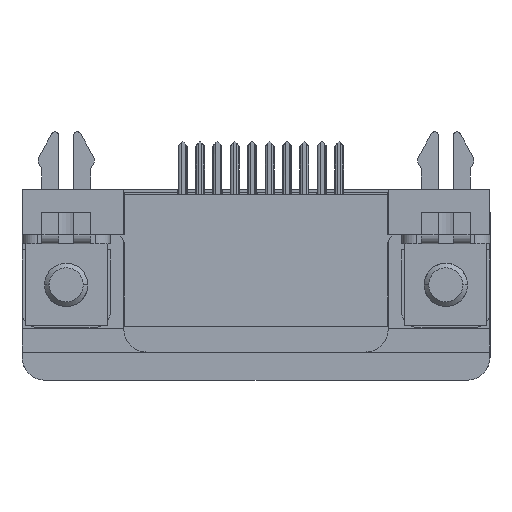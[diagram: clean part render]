
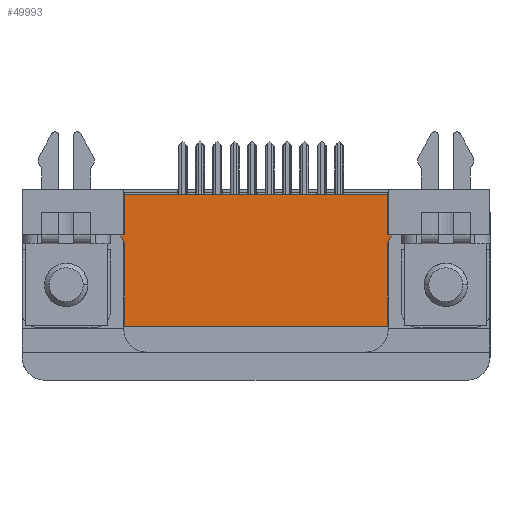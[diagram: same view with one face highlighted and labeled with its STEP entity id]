
A CAD part, front view. The second image highlights one B-rep face of the part: STEP entity #49993.
In plain terms, the highlighted planar face has unit normal (0, -1, 0).
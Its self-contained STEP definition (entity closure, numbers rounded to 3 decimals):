
#2427=DIRECTION('',(0.,0.,1.));
#2428=VECTOR('',#2427,5.51);
#2429=CARTESIAN_POINT('',(8.65,-15.7,-2.725));
#2430=LINE('',#2429,#2428);
#2443=DIRECTION('',(0.,0.,1.));
#2444=VECTOR('',#2443,2.64);
#2445=CARTESIAN_POINT('',(-8.65,-15.7,3.285));
#2446=LINE('',#2445,#2444);
#2447=DIRECTION('',(0.,0.,-1.));
#2448=VECTOR('',#2447,2.64);
#2449=CARTESIAN_POINT('',(8.65,-15.7,5.925));
#2450=LINE('',#2449,#2448);
#2451=DIRECTION('',(-1.,0.,0.));
#2452=VECTOR('',#2451,0.25);
#2453=CARTESIAN_POINT('',(8.9,-15.7,3.285));
#2454=LINE('',#2453,#2452);
#2455=DIRECTION('',(0.,0.,1.));
#2456=VECTOR('',#2455,0.101);
#2457=CARTESIAN_POINT('',(8.9,-15.7,3.184));
#2458=LINE('',#2457,#2456);
#2459=DIRECTION('',(0.531,0.,0.847));
#2460=VECTOR('',#2459,0.471);
#2461=CARTESIAN_POINT('',(8.65,-15.7,2.785));
#2462=LINE('',#2461,#2460);
#2463=DIRECTION('',(0.531,0.,-0.847));
#2464=VECTOR('',#2463,0.471);
#2465=CARTESIAN_POINT('',(-8.9,-15.7,3.184));
#2466=LINE('',#2465,#2464);
#2467=DIRECTION('',(0.,0.,-1.));
#2468=VECTOR('',#2467,0.101);
#2469=CARTESIAN_POINT('',(-8.9,-15.7,3.285));
#2470=LINE('',#2469,#2468);
#2471=DIRECTION('',(-1.,0.,0.));
#2472=VECTOR('',#2471,0.25);
#2473=CARTESIAN_POINT('',(-8.65,-15.7,3.285));
#2474=LINE('',#2473,#2472);
#2483=DIRECTION('',(0.,0.,-1.));
#2484=VECTOR('',#2483,5.51);
#2485=CARTESIAN_POINT('',(-8.65,-15.7,2.785));
#2486=LINE('',#2485,#2484);
#5716=DIRECTION('',(-1.,0.,0.));
#5717=VECTOR('',#5716,17.3);
#5718=CARTESIAN_POINT('',(8.65,-15.7,5.925));
#5719=LINE('',#5718,#5717);
#37869=DIRECTION('',(-1.,0.,0.));
#37870=VECTOR('',#37869,17.3);
#37871=CARTESIAN_POINT('',(8.65,-15.7,-2.725));
#37872=LINE('',#37871,#37870);
#39980=CARTESIAN_POINT('',(8.65,-15.7,-2.725));
#39981=CARTESIAN_POINT('',(-8.65,-15.7,-2.725));
#39982=VERTEX_POINT('',#39980);
#39983=VERTEX_POINT('',#39981);
#40012=CARTESIAN_POINT('',(8.9,-15.7,3.184));
#40013=CARTESIAN_POINT('',(8.9,-15.7,3.285));
#40014=VERTEX_POINT('',#40012);
#40015=VERTEX_POINT('',#40013);
#40020=CARTESIAN_POINT('',(8.65,-15.7,2.785));
#40021=VERTEX_POINT('',#40020);
#40022=CARTESIAN_POINT('',(8.65,-15.7,3.285));
#40023=VERTEX_POINT('',#40022);
#40024=CARTESIAN_POINT('',(-8.9,-15.7,3.285));
#40025=CARTESIAN_POINT('',(-8.9,-15.7,3.184));
#40026=VERTEX_POINT('',#40024);
#40027=VERTEX_POINT('',#40025);
#40032=CARTESIAN_POINT('',(-8.65,-15.7,3.285));
#40033=VERTEX_POINT('',#40032);
#40034=CARTESIAN_POINT('',(-8.65,-15.7,2.785));
#40035=VERTEX_POINT('',#40034);
#40040=CARTESIAN_POINT('',(8.65,-15.7,5.925));
#40041=CARTESIAN_POINT('',(-8.65,-15.7,5.925));
#40042=VERTEX_POINT('',#40040);
#40043=VERTEX_POINT('',#40041);
#49966=CARTESIAN_POINT('',(-6.925,-15.7,5.025));
#49967=DIRECTION('',(0.,-1.,0.));
#49968=DIRECTION('',(0.,0.,-1.));
#49969=AXIS2_PLACEMENT_3D('',#49966,#49967,#49968);
#49970=PLANE('',#49969);
#49972=ORIENTED_EDGE('',*,*,#49971,.T.);
#49974=ORIENTED_EDGE('',*,*,#49973,.F.);
#49975=ORIENTED_EDGE('',*,*,#49906,.T.);
#49976=ORIENTED_EDGE('',*,*,#49946,.F.);
#49977=ORIENTED_EDGE('',*,*,#49957,.F.);
#49979=ORIENTED_EDGE('',*,*,#49978,.F.);
#49980=ORIENTED_EDGE('',*,*,#49930,.F.);
#49982=ORIENTED_EDGE('',*,*,#49981,.T.);
#49984=ORIENTED_EDGE('',*,*,#49983,.F.);
#49986=ORIENTED_EDGE('',*,*,#49985,.F.);
#49988=ORIENTED_EDGE('',*,*,#49987,.F.);
#49990=ORIENTED_EDGE('',*,*,#49989,.F.);
#49991=EDGE_LOOP('',(#49972,#49974,#49975,#49976,#49977,#49979,#49980,#49982,
#49984,#49986,#49988,#49990));
#49992=FACE_OUTER_BOUND('',#49991,.F.);
#49906=EDGE_CURVE('',#40042,#40023,#2450,.T.);
#49930=EDGE_CURVE('',#39982,#40021,#2430,.T.);
#49946=EDGE_CURVE('',#40015,#40023,#2454,.T.);
#49957=EDGE_CURVE('',#40014,#40015,#2458,.T.);
#49971=EDGE_CURVE('',#40033,#40043,#2446,.T.);
#49973=EDGE_CURVE('',#40042,#40043,#5719,.T.);
#49978=EDGE_CURVE('',#40021,#40014,#2462,.T.);
#49981=EDGE_CURVE('',#39982,#39983,#37872,.T.);
#49983=EDGE_CURVE('',#40035,#39983,#2486,.T.);
#49985=EDGE_CURVE('',#40027,#40035,#2466,.T.);
#49987=EDGE_CURVE('',#40026,#40027,#2470,.T.);
#49989=EDGE_CURVE('',#40033,#40026,#2474,.T.);
#49993=ADVANCED_FACE('',(#49992),#49970,.T.);
